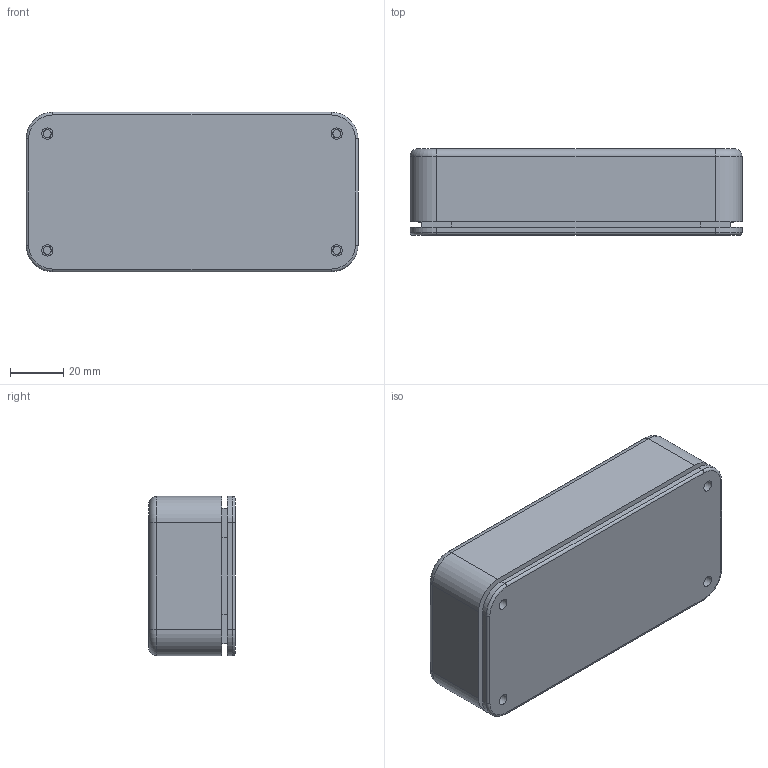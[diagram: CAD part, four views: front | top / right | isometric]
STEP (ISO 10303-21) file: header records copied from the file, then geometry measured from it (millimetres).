
FILE_DESCRIPTION(/* description */ (''),/* implementation_level */ '2;1');
FILE_NAME(/* name */ 'Pendant Box v3 v6.step',/* time_stamp */ '2021-07-10T21:54:16+01:00',/* author */ (''),/* organization */ (''),/* preprocessor_version */ 'ST-DEVELOPER v18.1',/* originating_system */ 'Autodesk Translation Framework v10.9.0.1377',/* authorisation */ '');
FILE_SCHEMA (('AUTOMOTIVE_DESIGN { 1 0 10303 214 3 1 1 }'));
Length unit declared in the file: millimetre
Products named in the file (2): Pendant Box v3; Lid
Assembly tree (1 placements, depth 2):
  Pendant Box v3
    Lid
Bounding box: 125 x 32.5 x 60 mm (x, y, z)
Volume: 109672.9 mm3; surface area: 51970.3 mm2
Topology: 2 solids, 2 shells, 176 faces, 438 edges, 284 vertices
Faces by surface type: plane 110, cylinder 44, bspline 14, torus 8
Full cylindrical faces by diameter (mm): 3 x4, 3.5 x2, 3.8 x6, 4.2 x4, 5.5 x2, 7 x2
Entity records: 5320 total; most frequent: CARTESIAN_POINT 1027, ORIENTED_EDGE 876, DIRECTION 828, EDGE_CURVE 438, LINE 322, VECTOR 322, VERTEX_POINT 284, AXIS2_PLACEMENT_3D 253
